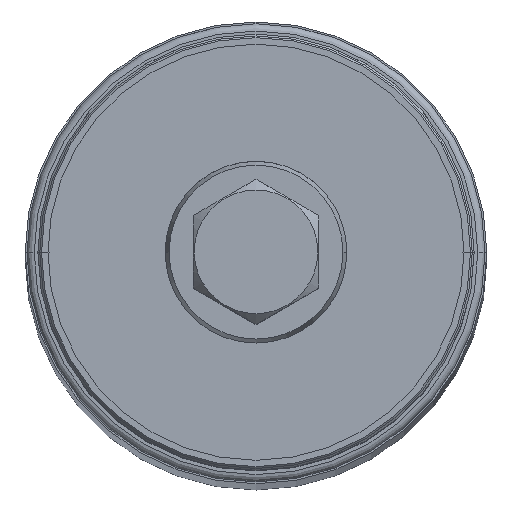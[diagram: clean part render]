
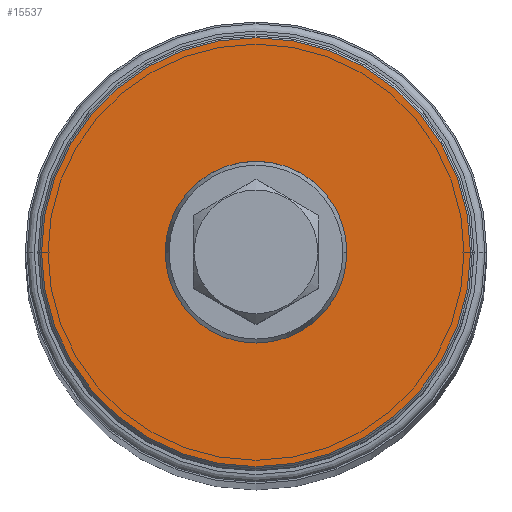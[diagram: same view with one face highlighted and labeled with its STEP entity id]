
A CAD part, top view. The second image highlights one B-rep face of the part: STEP entity #15537.
In plain terms, the highlighted planar face has unit normal (0, 0, 1).
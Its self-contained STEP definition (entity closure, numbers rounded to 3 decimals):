
#142 = AXIS2_PLACEMENT_3D ( 'NONE', #10036, #11209, #16247 ) ;
#400 = CIRCLE ( 'NONE', #142, 29.5 ) ;
#411 = ORIENTED_EDGE ( 'NONE', *, *, #13770, .F. ) ;
#651 = AXIS2_PLACEMENT_3D ( 'NONE', #2406, #10411, #5246 ) ;
#1460 = PLANE ( 'NONE',  #14055 ) ;
#1622 = EDGE_LOOP ( 'NONE', ( #15602, #2396 ) ) ;
#2396 = ORIENTED_EDGE ( 'NONE', *, *, #15632, .F. ) ;
#2406 = CARTESIAN_POINT ( 'NONE',  ( 0., 0., 50.8 ) ) ;
#2753 = VERTEX_POINT ( 'NONE', #14002 ) ;
#2961 = AXIS2_PLACEMENT_3D ( 'NONE', #12328, #11095, #3600 ) ;
#3012 = VERTEX_POINT ( 'NONE', #14726 ) ;
#3522 = EDGE_CURVE ( 'NONE', #8001, #3012, #11220, .T. ) ;
#3600 = DIRECTION ( 'NONE',  ( -1., 0., 0. ) ) ;
#5192 = FACE_OUTER_BOUND ( 'NONE', #1622, .T. ) ;
#5246 = DIRECTION ( 'NONE',  ( -1., 0., 0. ) ) ;
#6584 = FACE_BOUND ( 'NONE', #10204, .T. ) ;
#8001 = VERTEX_POINT ( 'NONE', #8381 ) ;
#8163 = DIRECTION ( 'NONE',  ( 0., 0., 1. ) ) ;
#8381 = CARTESIAN_POINT ( 'NONE',  ( 12.5, 0., 50.8 ) ) ;
#8737 = CIRCLE ( 'NONE', #2961, 12.5 ) ;
#9506 = VERTEX_POINT ( 'NONE', #16079 ) ;
#9571 = CIRCLE ( 'NONE', #651, 29.5 ) ;
#10036 = CARTESIAN_POINT ( 'NONE',  ( 0., 0., 50.8 ) ) ;
#10204 = EDGE_LOOP ( 'NONE', ( #411, #13643 ) ) ;
#10411 = DIRECTION ( 'NONE',  ( 0., 0., -1. ) ) ;
#10685 = AXIS2_PLACEMENT_3D ( 'NONE', #14580, #8163, #10817 ) ;
#10817 = DIRECTION ( 'NONE',  ( -1., 0., 0. ) ) ;
#11095 = DIRECTION ( 'NONE',  ( 0., 0., 1. ) ) ;
#11209 = DIRECTION ( 'NONE',  ( 0., 0., -1. ) ) ;
#11220 = CIRCLE ( 'NONE', #10685, 12.5 ) ;
#12328 = CARTESIAN_POINT ( 'NONE',  ( 0., 0., 50.8 ) ) ;
#12657 = CARTESIAN_POINT ( 'NONE',  ( 0., 0., 50.8 ) ) ;
#13643 = ORIENTED_EDGE ( 'NONE', *, *, #3522, .F. ) ;
#13770 = EDGE_CURVE ( 'NONE', #3012, #8001, #8737, .T. ) ;
#13902 = DIRECTION ( 'NONE',  ( 0., 0., -1. ) ) ;
#14002 = CARTESIAN_POINT ( 'NONE',  ( 29.5, 0., 50.8 ) ) ;
#14055 = AXIS2_PLACEMENT_3D ( 'NONE', #12657, #13902, #15296 ) ;
#14580 = CARTESIAN_POINT ( 'NONE',  ( 0., 0., 50.8 ) ) ;
#14726 = CARTESIAN_POINT ( 'NONE',  ( -12.5, 0., 50.8 ) ) ;
#15296 = DIRECTION ( 'NONE',  ( -1., 0., 0. ) ) ;
#15537 = ADVANCED_FACE ( 'NONE', ( #6584, #5192 ), #1460, .F. ) ;
#15602 = ORIENTED_EDGE ( 'NONE', *, *, #15835, .F. ) ;
#15632 = EDGE_CURVE ( 'NONE', #2753, #9506, #9571, .T. ) ;
#15835 = EDGE_CURVE ( 'NONE', #9506, #2753, #400, .T. ) ;
#16079 = CARTESIAN_POINT ( 'NONE',  ( -29.5, 0., 50.8 ) ) ;
#16247 = DIRECTION ( 'NONE',  ( -1., 0., 0. ) ) ;
